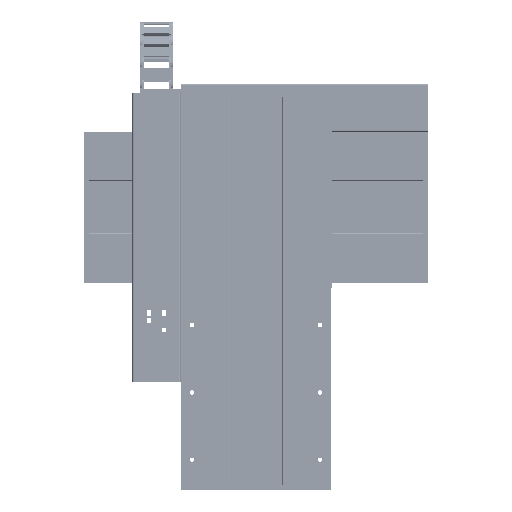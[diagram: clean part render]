
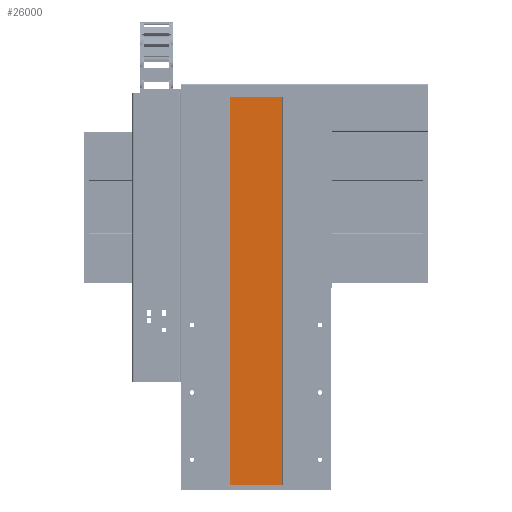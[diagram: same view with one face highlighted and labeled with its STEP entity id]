
A CAD part, front view. The second image highlights one B-rep face of the part: STEP entity #26000.
In plain terms, the highlighted planar face has unit normal (0, -1, 0).
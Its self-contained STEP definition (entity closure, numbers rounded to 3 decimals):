
#1031 = CARTESIAN_POINT ( 'NONE',  ( 39., 0., -288. ) ) ;
#1686 = CARTESIAN_POINT ( 'NONE',  ( -39., 0., 288. ) ) ;
#3550 = CARTESIAN_POINT ( 'NONE',  ( -39., 0., 288. ) ) ;
#3971 = ORIENTED_EDGE ( 'NONE', *, *, #21507, .F. ) ;
#7088 = DIRECTION ( 'NONE',  ( 1., 0., 0. ) ) ;
#9364 = AXIS2_PLACEMENT_3D ( 'NONE', #1686, #24210, #31882 ) ;
#10856 = VECTOR ( 'NONE', #19885, 1000. ) ;
#11132 = VERTEX_POINT ( 'NONE', #23174 ) ;
#11307 = VECTOR ( 'NONE', #7088, 1000. ) ;
#12016 = EDGE_CURVE ( 'NONE', #11132, #13691, #40386, .T. ) ;
#12164 = ORIENTED_EDGE ( 'NONE', *, *, #16238, .F. ) ;
#13691 = VERTEX_POINT ( 'NONE', #26311 ) ;
#16238 = EDGE_CURVE ( 'NONE', #19131, #31925, #33487, .T. ) ;
#17802 = ORIENTED_EDGE ( 'NONE', *, *, #12016, .T. ) ;
#18296 = VECTOR ( 'NONE', #29602, 1000. ) ;
#19131 = VERTEX_POINT ( 'NONE', #46980 ) ;
#19885 = DIRECTION ( 'NONE',  ( 0., 0., -1. ) ) ;
#20520 = PLANE ( 'NONE',  #9364 ) ;
#21507 = EDGE_CURVE ( 'NONE', #11132, #19131, #25796, .T. ) ;
#21710 = CARTESIAN_POINT ( 'NONE',  ( -39., 0., -288. ) ) ;
#23120 = ORIENTED_EDGE ( 'NONE', *, *, #45790, .T. ) ;
#23174 = CARTESIAN_POINT ( 'NONE',  ( -39., 0., 288. ) ) ;
#24210 = DIRECTION ( 'NONE',  ( 0., 1., 0. ) ) ;
#25796 = LINE ( 'NONE', #43680, #11307 ) ;
#26000 = ADVANCED_FACE ( 'NONE', ( #30700 ), #20520, .F. ) ;
#26311 = CARTESIAN_POINT ( 'NONE',  ( -39., 0., -288. ) ) ;
#27975 = LINE ( 'NONE', #21710, #30320 ) ;
#29156 = DIRECTION ( 'NONE',  ( 1., 0., 0. ) ) ;
#29602 = DIRECTION ( 'NONE',  ( 0., 0., -1. ) ) ;
#30320 = VECTOR ( 'NONE', #29156, 1000. ) ;
#30700 = FACE_OUTER_BOUND ( 'NONE', #32931, .T. ) ;
#31882 = DIRECTION ( 'NONE',  ( -1., 0., 0. ) ) ;
#31925 = VERTEX_POINT ( 'NONE', #1031 ) ;
#32931 = EDGE_LOOP ( 'NONE', ( #23120, #12164, #3971, #17802 ) ) ;
#33487 = LINE ( 'NONE', #45982, #10856 ) ;
#40386 = LINE ( 'NONE', #3550, #18296 ) ;
#43680 = CARTESIAN_POINT ( 'NONE',  ( -39., 0., 288. ) ) ;
#45790 = EDGE_CURVE ( 'NONE', #13691, #31925, #27975, .T. ) ;
#45982 = CARTESIAN_POINT ( 'NONE',  ( 39., 0., 288. ) ) ;
#46980 = CARTESIAN_POINT ( 'NONE',  ( 39., 0., 288. ) ) ;
